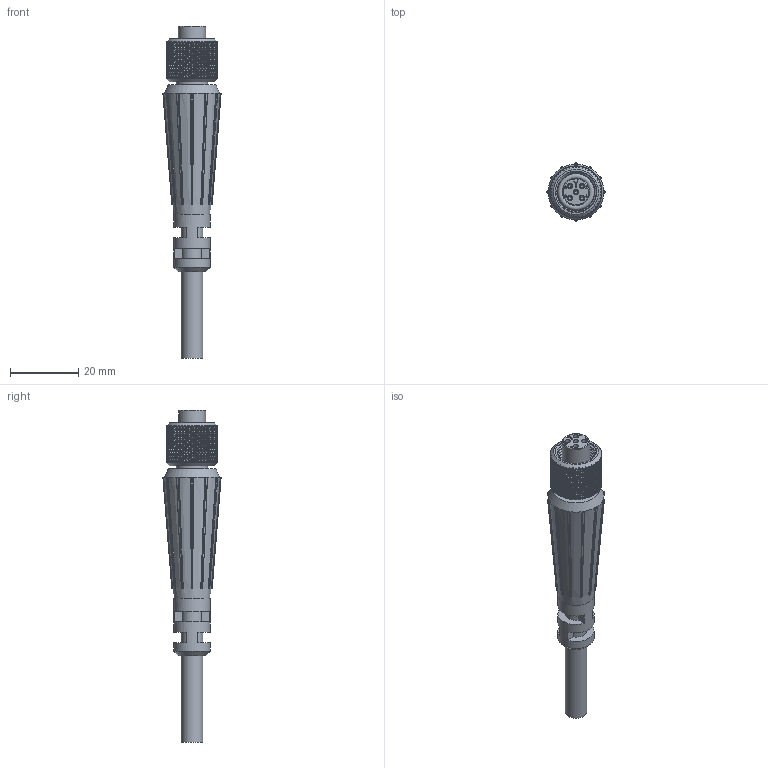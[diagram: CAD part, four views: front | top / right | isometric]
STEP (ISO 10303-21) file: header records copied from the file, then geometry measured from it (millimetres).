
FILE_DESCRIPTION(/* description */ (''),/* implementation_level */ '2;1');
FILE_NAME(/* name */ 'M4C.stp',/* time_stamp */ '2017-09-07T14:09:39-04:00',/* author */ ('grayd'),/* organization */ ('CONNECTION TECHNOLOGY CENTER'),/* preprocessor_version */ 'ST-DEVELOPER v16.13',/* originating_system */ 'Autodesk Inventor 2018',/* authorisation */ '');
FILE_SCHEMA (('AUTOMOTIVE_DESIGN { 1 0 10303 214 3 1 1 }'));
Length unit declared in the file: inch
Products named in the file (1): Part7
Bounding box: 17.1 x 17.1 x 97.53 mm (x, y, z)
Volume: 9441.1 mm3; surface area: 6800.7 mm2
Topology: 1 solids, 1 shells, 3841 faces, 8304 edges, 4496 vertices
Faces by surface type: bspline 2761, cylinder 664, plane 331, cone 59, torus 26
Full cylindrical faces by diameter (mm): 0.635 x5, 1.143 x5, 1.93 x10, 6.35 x1, 8.128 x1, 9.144 x1, 9.423 x1, 9.468 x1, 9.677 x1, 10.668 x1, 10.795 x1, 12.7 x1
Entity records: 183006 total; most frequent: CARTESIAN_POINT 103394, ORIENTED_EDGE 16388, DIRECTION 14921, EDGE_CURVE 8194, AXIS2_PLACEMENT_3D 7015, CIRCLE 5136, VERTEX_POINT 4450, EDGE_LOOP 3964
